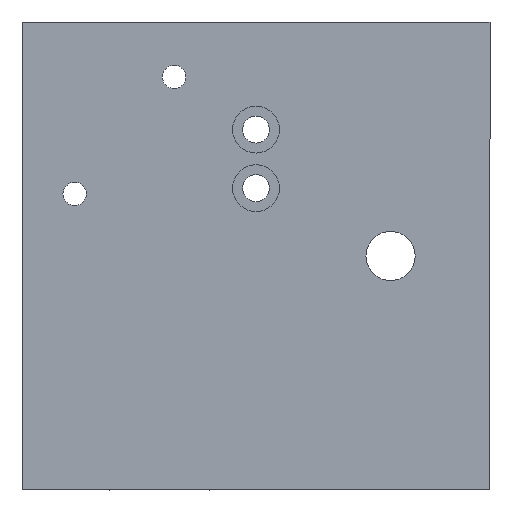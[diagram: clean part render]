
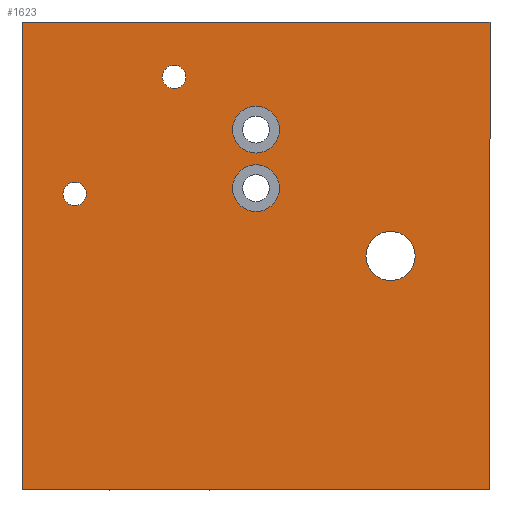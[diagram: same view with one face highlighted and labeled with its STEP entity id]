
A CAD part, front view. The second image highlights one B-rep face of the part: STEP entity #1623.
In plain terms, the highlighted planar face has unit normal (0, -1, 0).
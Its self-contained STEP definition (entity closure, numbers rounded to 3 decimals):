
#3 = EDGE_LOOP ( 'NONE', ( #309, #280 ) ) ;
#19 = ORIENTED_EDGE ( 'NONE', *, *, #222, .F. ) ;
#33 = CIRCLE ( 'NONE', #1440, 2.1 ) ;
#37 = EDGE_CURVE ( 'NONE', #1145, #1479, #1415, .T. ) ;
#43 = CIRCLE ( 'NONE', #272, 2. ) ;
#44 = CARTESIAN_POINT ( 'NONE',  ( 20., 0., 23.8 ) ) ;
#47 = VECTOR ( 'NONE', #1317, 1000. ) ;
#50 = ORIENTED_EDGE ( 'NONE', *, *, #1677, .F. ) ;
#80 = VERTEX_POINT ( 'NONE', #333 ) ;
#107 = ORIENTED_EDGE ( 'NONE', *, *, #1696, .T. ) ;
#117 = VERTEX_POINT ( 'NONE', #158 ) ;
#120 = DIRECTION ( 'NONE',  ( 0., 0., 1. ) ) ;
#126 = DIRECTION ( 'NONE',  ( 0., 0., 1. ) ) ;
#127 = ORIENTED_EDGE ( 'NONE', *, *, #401, .T. ) ;
#158 = CARTESIAN_POINT ( 'NONE',  ( 4.5, 0., 24.3 ) ) ;
#160 = EDGE_LOOP ( 'NONE', ( #932, #1266 ) ) ;
#172 = DIRECTION ( 'NONE',  ( 0., 0., 1. ) ) ;
#179 = CARTESIAN_POINT ( 'NONE',  ( 20., 0., 30.8 ) ) ;
#222 = EDGE_CURVE ( 'NONE', #647, #687, #1744, .T. ) ;
#237 = CARTESIAN_POINT ( 'NONE',  ( 40., 0., 0. ) ) ;
#241 = CIRCLE ( 'NONE', #705, 2. ) ;
#252 = DIRECTION ( 'NONE',  ( 0., 1., 0. ) ) ;
#262 = AXIS2_PLACEMENT_3D ( 'NONE', #874, #1001, #468 ) ;
#272 = AXIS2_PLACEMENT_3D ( 'NONE', #179, #636, #1672 ) ;
#280 = ORIENTED_EDGE ( 'NONE', *, *, #998, .T. ) ;
#281 = CARTESIAN_POINT ( 'NONE',  ( 13., 0., 35.3 ) ) ;
#284 = VECTOR ( 'NONE', #310, 1000. ) ;
#287 = DIRECTION ( 'NONE',  ( 0., 0., 1. ) ) ;
#309 = ORIENTED_EDGE ( 'NONE', *, *, #492, .T. ) ;
#310 = DIRECTION ( 'NONE',  ( 0., 0., 1. ) ) ;
#315 = ORIENTED_EDGE ( 'NONE', *, *, #360, .T. ) ;
#333 = CARTESIAN_POINT ( 'NONE',  ( 4.5, 0., 26.3 ) ) ;
#340 = DIRECTION ( 'NONE',  ( 0., 1., 0. ) ) ;
#360 = EDGE_CURVE ( 'NONE', #80, #117, #1215, .T. ) ;
#380 = AXIS2_PLACEMENT_3D ( 'NONE', #1417, #1556, #1407 ) ;
#383 = CARTESIAN_POINT ( 'NONE',  ( 20., 0., 32.8 ) ) ;
#399 = CARTESIAN_POINT ( 'NONE',  ( 20., 0., 30.8 ) ) ;
#401 = EDGE_CURVE ( 'NONE', #1479, #1145, #33, .T. ) ;
#446 = AXIS2_PLACEMENT_3D ( 'NONE', #1526, #1550, #172 ) ;
#454 = DIRECTION ( 'NONE',  ( 0., 0., -1. ) ) ;
#468 = DIRECTION ( 'NONE',  ( 0., 0., 1. ) ) ;
#473 = EDGE_CURVE ( 'NONE', #519, #804, #814, .T. ) ;
#475 = VERTEX_POINT ( 'NONE', #1151 ) ;
#492 = EDGE_CURVE ( 'NONE', #475, #1470, #1525, .T. ) ;
#508 = EDGE_CURVE ( 'NONE', #804, #519, #1749, .T. ) ;
#510 = DIRECTION ( 'NONE',  ( -1., 0., 0. ) ) ;
#519 = VERTEX_POINT ( 'NONE', #44 ) ;
#526 = ORIENTED_EDGE ( 'NONE', *, *, #37, .T. ) ;
#546 = EDGE_LOOP ( 'NONE', ( #615, #681 ) ) ;
#559 = DIRECTION ( 'NONE',  ( 0., 0., -1. ) ) ;
#596 = AXIS2_PLACEMENT_3D ( 'NONE', #281, #252, #126 ) ;
#608 = FACE_BOUND ( 'NONE', #160, .T. ) ;
#615 = ORIENTED_EDGE ( 'NONE', *, *, #473, .F. ) ;
#616 = PLANE ( 'NONE',  #1277 ) ;
#623 = ORIENTED_EDGE ( 'NONE', *, *, #1755, .F. ) ;
#636 = DIRECTION ( 'NONE',  ( 0., -1., 0. ) ) ;
#647 = VERTEX_POINT ( 'NONE', #756 ) ;
#681 = ORIENTED_EDGE ( 'NONE', *, *, #508, .F. ) ;
#687 = VERTEX_POINT ( 'NONE', #985 ) ;
#691 = EDGE_CURVE ( 'NONE', #687, #709, #1280, .T. ) ;
#702 = EDGE_LOOP ( 'NONE', ( #127, #526 ) ) ;
#705 = AXIS2_PLACEMENT_3D ( 'NONE', #399, #948, #559 ) ;
#709 = VERTEX_POINT ( 'NONE', #871 ) ;
#752 = CARTESIAN_POINT ( 'NONE',  ( 31.5, 0., 20. ) ) ;
#756 = CARTESIAN_POINT ( 'NONE',  ( 40., 0., 0. ) ) ;
#804 = VERTEX_POINT ( 'NONE', #1321 ) ;
#813 = ORIENTED_EDGE ( 'NONE', *, *, #691, .F. ) ;
#814 = CIRCLE ( 'NONE', #1043, 2. ) ;
#869 = CARTESIAN_POINT ( 'NONE',  ( 20., 0., 28.8 ) ) ;
#871 = CARTESIAN_POINT ( 'NONE',  ( 0., 0., 40. ) ) ;
#874 = CARTESIAN_POINT ( 'NONE',  ( 13., 0., 35.3 ) ) ;
#877 = CARTESIAN_POINT ( 'NONE',  ( 31.5, 0., 17.9 ) ) ;
#893 = DIRECTION ( 'NONE',  ( 0., 0., 1. ) ) ;
#932 = ORIENTED_EDGE ( 'NONE', *, *, #942, .F. ) ;
#940 = EDGE_LOOP ( 'NONE', ( #315, #107 ) ) ;
#942 = EDGE_CURVE ( 'NONE', #1168, #1766, #241, .T. ) ;
#948 = DIRECTION ( 'NONE',  ( 0., -1., 0. ) ) ;
#961 = CARTESIAN_POINT ( 'NONE',  ( 13., 0., 34.3 ) ) ;
#972 = CARTESIAN_POINT ( 'NONE',  ( 4.5, 0., 25.3 ) ) ;
#980 = DIRECTION ( 'NONE',  ( 0., 1., 0. ) ) ;
#983 = EDGE_LOOP ( 'NONE', ( #813, #19, #623, #50 ) ) ;
#984 = AXIS2_PLACEMENT_3D ( 'NONE', #972, #1508, #287 ) ;
#985 = CARTESIAN_POINT ( 'NONE',  ( 0., 0., 0. ) ) ;
#998 = EDGE_CURVE ( 'NONE', #1470, #475, #1360, .T. ) ;
#1001 = DIRECTION ( 'NONE',  ( 0., 1., 0. ) ) ;
#1024 = CARTESIAN_POINT ( 'NONE',  ( 0., 0., 0. ) ) ;
#1043 = AXIS2_PLACEMENT_3D ( 'NONE', #1135, #1674, #454 ) ;
#1067 = LINE ( 'NONE', #237, #47 ) ;
#1114 = CARTESIAN_POINT ( 'NONE',  ( 31.5, 0., 22.1 ) ) ;
#1120 = CARTESIAN_POINT ( 'NONE',  ( 0., 0., 0. ) ) ;
#1124 = DIRECTION ( 'NONE',  ( 0., 0., 1. ) ) ;
#1135 = CARTESIAN_POINT ( 'NONE',  ( 20., 0., 25.8 ) ) ;
#1145 = VERTEX_POINT ( 'NONE', #877 ) ;
#1151 = CARTESIAN_POINT ( 'NONE',  ( 13., 0., 36.3 ) ) ;
#1159 = FACE_BOUND ( 'NONE', #546, .T. ) ;
#1168 = VERTEX_POINT ( 'NONE', #869 ) ;
#1169 = AXIS2_PLACEMENT_3D ( 'NONE', #1325, #1726, #120 ) ;
#1189 = LINE ( 'NONE', #1350, #1368 ) ;
#1215 = CIRCLE ( 'NONE', #984, 1. ) ;
#1226 = CIRCLE ( 'NONE', #1169, 1. ) ;
#1266 = ORIENTED_EDGE ( 'NONE', *, *, #1622, .F. ) ;
#1277 = AXIS2_PLACEMENT_3D ( 'NONE', #1024, #340, #893 ) ;
#1280 = LINE ( 'NONE', #1120, #284 ) ;
#1298 = FACE_BOUND ( 'NONE', #702, .T. ) ;
#1317 = DIRECTION ( 'NONE',  ( 0., 0., -1. ) ) ;
#1321 = CARTESIAN_POINT ( 'NONE',  ( 20., 0., 27.8 ) ) ;
#1325 = CARTESIAN_POINT ( 'NONE',  ( 4.5, 0., 25.3 ) ) ;
#1330 = VECTOR ( 'NONE', #510, 1000. ) ;
#1350 = CARTESIAN_POINT ( 'NONE',  ( 0., 0., 40. ) ) ;
#1360 = CIRCLE ( 'NONE', #596, 1. ) ;
#1368 = VECTOR ( 'NONE', #1475, 1000. ) ;
#1407 = DIRECTION ( 'NONE',  ( 0., 0., -1. ) ) ;
#1415 = CIRCLE ( 'NONE', #446, 2.1 ) ;
#1416 = FACE_BOUND ( 'NONE', #3, .T. ) ;
#1417 = CARTESIAN_POINT ( 'NONE',  ( 20., 0., 25.8 ) ) ;
#1423 = VERTEX_POINT ( 'NONE', #1506 ) ;
#1440 = AXIS2_PLACEMENT_3D ( 'NONE', #752, #980, #1124 ) ;
#1470 = VERTEX_POINT ( 'NONE', #961 ) ;
#1475 = DIRECTION ( 'NONE',  ( 1., 0., 0. ) ) ;
#1479 = VERTEX_POINT ( 'NONE', #1114 ) ;
#1506 = CARTESIAN_POINT ( 'NONE',  ( 40., 0., 40. ) ) ;
#1508 = DIRECTION ( 'NONE',  ( 0., 1., 0. ) ) ;
#1525 = CIRCLE ( 'NONE', #262, 1. ) ;
#1526 = CARTESIAN_POINT ( 'NONE',  ( 31.5, 0., 20. ) ) ;
#1550 = DIRECTION ( 'NONE',  ( 0., 1., 0. ) ) ;
#1556 = DIRECTION ( 'NONE',  ( 0., -1., 0. ) ) ;
#1564 = FACE_OUTER_BOUND ( 'NONE', #983, .T. ) ;
#1622 = EDGE_CURVE ( 'NONE', #1766, #1168, #43, .T. ) ;
#1623 = ADVANCED_FACE ( 'NONE', ( #1298, #1700, #1416, #608, #1159, #1564 ), #616, .F. ) ;
#1672 = DIRECTION ( 'NONE',  ( 0., 0., -1. ) ) ;
#1674 = DIRECTION ( 'NONE',  ( 0., -1., 0. ) ) ;
#1677 = EDGE_CURVE ( 'NONE', #709, #1423, #1189, .T. ) ;
#1696 = EDGE_CURVE ( 'NONE', #117, #80, #1226, .T. ) ;
#1700 = FACE_BOUND ( 'NONE', #940, .T. ) ;
#1726 = DIRECTION ( 'NONE',  ( 0., 1., 0. ) ) ;
#1729 = CARTESIAN_POINT ( 'NONE',  ( 0., 0., 0. ) ) ;
#1744 = LINE ( 'NONE', #1729, #1330 ) ;
#1749 = CIRCLE ( 'NONE', #380, 2. ) ;
#1755 = EDGE_CURVE ( 'NONE', #1423, #647, #1067, .T. ) ;
#1766 = VERTEX_POINT ( 'NONE', #383 ) ;
